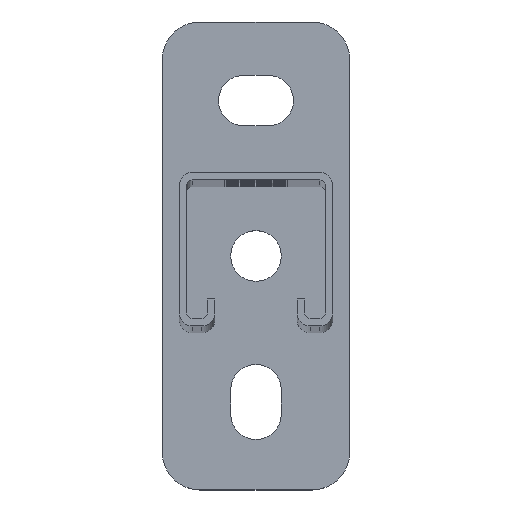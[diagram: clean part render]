
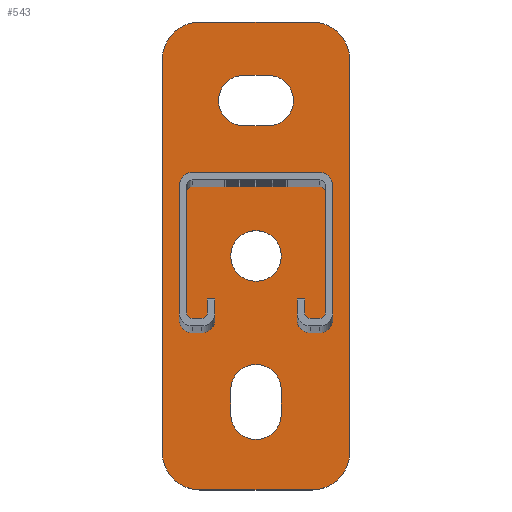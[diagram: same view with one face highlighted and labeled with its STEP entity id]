
A CAD part, top view. The second image highlights one B-rep face of the part: STEP entity #543.
In plain terms, the highlighted planar face has unit normal (0, 0, 1).
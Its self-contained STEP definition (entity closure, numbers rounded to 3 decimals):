
#543=ADVANCED_FACE('',(#1108,#1109,#1110,#1111),#1112,.T.);
#1108=FACE_BOUND('',#1656,.T.);
#1109=FACE_BOUND('',#1657,.T.);
#1110=FACE_BOUND('',#1658,.T.);
#1111=FACE_OUTER_BOUND('',#1659,.T.);
#1112=PLANE('',#1660);
#1656=EDGE_LOOP('',(#3181,#3182));
#1657=EDGE_LOOP('',(#3183,#3184,#3185,#3186,#3187,#3188));
#1658=EDGE_LOOP('',(#3189,#3190,#3191,#3192,#3193,#3194));
#1659=EDGE_LOOP('',(#3195,#3196,#3197,#3198,#3199,#3200,#3201,#3202));
#1660=AXIS2_PLACEMENT_3D('',#3203,#3204,#3205);
#3181=ORIENTED_EDGE('',*,*,#3790,.T.);
#3182=ORIENTED_EDGE('',*,*,#3785,.T.);
#3183=ORIENTED_EDGE('',*,*,#3775,.T.);
#3184=ORIENTED_EDGE('',*,*,#3798,.T.);
#3185=ORIENTED_EDGE('',*,*,#3800,.T.);
#3186=ORIENTED_EDGE('',*,*,#3780,.T.);
#3187=ORIENTED_EDGE('',*,*,#3794,.T.);
#3188=ORIENTED_EDGE('',*,*,#3803,.T.);
#3189=ORIENTED_EDGE('',*,*,#3765,.T.);
#3190=ORIENTED_EDGE('',*,*,#3812,.T.);
#3191=ORIENTED_EDGE('',*,*,#3814,.T.);
#3192=ORIENTED_EDGE('',*,*,#3770,.T.);
#3193=ORIENTED_EDGE('',*,*,#3808,.T.);
#3194=ORIENTED_EDGE('',*,*,#3817,.T.);
#3195=ORIENTED_EDGE('',*,*,#3821,.T.);
#3196=ORIENTED_EDGE('',*,*,#3846,.T.);
#3197=ORIENTED_EDGE('',*,*,#3843,.T.);
#3198=ORIENTED_EDGE('',*,*,#3840,.T.);
#3199=ORIENTED_EDGE('',*,*,#3837,.T.);
#3200=ORIENTED_EDGE('',*,*,#3847,.T.);
#3201=ORIENTED_EDGE('',*,*,#3848,.T.);
#3202=ORIENTED_EDGE('',*,*,#3833,.T.);
#3203=CARTESIAN_POINT('',(0.0,0.0,8.0));
#3204=DIRECTION('',(0.0,0.0,1.0));
#3205=DIRECTION('',(1.0,0.0,0.0));
#3765=EDGE_CURVE('',#4653,#4650,#4654,.T.);
#3770=EDGE_CURVE('',#4662,#4659,#4663,.T.);
#3775=EDGE_CURVE('',#4671,#4668,#4672,.T.);
#3780=EDGE_CURVE('',#4680,#4677,#4681,.T.);
#3785=EDGE_CURVE('',#4689,#4686,#4690,.T.);
#3790=EDGE_CURVE('',#4686,#4689,#4696,.T.);
#3794=EDGE_CURVE('',#4677,#4700,#4702,.T.);
#3798=EDGE_CURVE('',#4668,#4706,#4708,.T.);
#3800=EDGE_CURVE('',#4706,#4680,#4710,.T.);
#3803=EDGE_CURVE('',#4700,#4671,#4713,.T.);
#3808=EDGE_CURVE('',#4659,#4718,#4720,.T.);
#3812=EDGE_CURVE('',#4650,#4724,#4726,.T.);
#3814=EDGE_CURVE('',#4724,#4662,#4728,.T.);
#3817=EDGE_CURVE('',#4718,#4653,#4731,.T.);
#3821=EDGE_CURVE('',#4737,#4734,#4738,.T.);
#3833=EDGE_CURVE('',#4757,#4737,#4758,.T.);
#3837=EDGE_CURVE('',#4763,#4761,#4764,.T.);
#3840=EDGE_CURVE('',#4767,#4763,#4768,.T.);
#3843=EDGE_CURVE('',#4771,#4767,#4772,.T.);
#3846=EDGE_CURVE('',#4734,#4771,#4775,.T.);
#3847=EDGE_CURVE('',#4761,#4776,#4777,.T.);
#3848=EDGE_CURVE('',#4776,#4757,#4778,.T.);
#4650=VERTEX_POINT('',#5796);
#4653=VERTEX_POINT('',#5800);
#4654=CIRCLE('',#5801,6.75);
#4659=VERTEX_POINT('',#5807);
#4662=VERTEX_POINT('',#5811);
#4663=CIRCLE('',#5812,6.75);
#4668=VERTEX_POINT('',#5818);
#4671=VERTEX_POINT('',#5822);
#4672=CIRCLE('',#5823,6.75);
#4677=VERTEX_POINT('',#5829);
#4680=VERTEX_POINT('',#5833);
#4681=CIRCLE('',#5834,6.75);
#4686=VERTEX_POINT('',#5840);
#4689=VERTEX_POINT('',#5844);
#4690=CIRCLE('',#5845,6.75);
#4696=CIRCLE('',#5852,6.75);
#4700=VERTEX_POINT('',#5856);
#4702=CIRCLE('',#5859,6.75);
#4706=VERTEX_POINT('',#5863);
#4708=CIRCLE('',#5866,6.75);
#4710=LINE('',#5868,#5869);
#4713=LINE('',#5873,#5874);
#4718=VERTEX_POINT('',#5880);
#4720=CIRCLE('',#5883,6.75);
#4724=VERTEX_POINT('',#5887);
#4726=CIRCLE('',#5890,6.75);
#4728=LINE('',#5892,#5893);
#4731=LINE('',#5897,#5898);
#4734=VERTEX_POINT('',#5902);
#4737=VERTEX_POINT('',#5906);
#4738=CIRCLE('',#5907,10.0);
#4757=VERTEX_POINT('',#5931);
#4758=LINE('',#5932,#5933);
#4761=VERTEX_POINT('',#5937);
#4763=VERTEX_POINT('',#5940);
#4764=CIRCLE('',#5941,10.0);
#4767=VERTEX_POINT('',#5945);
#4768=LINE('',#5946,#5947);
#4771=VERTEX_POINT('',#5951);
#4772=CIRCLE('',#5952,10.0);
#4775=LINE('',#5956,#5957);
#4776=VERTEX_POINT('',#5958);
#4777=LINE('',#5959,#5960);
#4778=CIRCLE('',#5961,10.0);
#5796=CARTESIAN_POINT('',(10.0,41.5,8.0));
#5800=CARTESIAN_POINT('',(3.25,48.25,8.0));
#5801=AXIS2_PLACEMENT_3D('',#6725,#6726,#6727);
#5807=CARTESIAN_POINT('',(-10.0,41.5,8.0));
#5811=CARTESIAN_POINT('',(-3.25,34.75,8.0));
#5812=AXIS2_PLACEMENT_3D('',#6733,#6734,#6735);
#5818=CARTESIAN_POINT('',(0.,-29.0,8.0));
#5822=CARTESIAN_POINT('',(-6.75,-35.75,8.0));
#5823=AXIS2_PLACEMENT_3D('',#6741,#6742,#6743);
#5829=CARTESIAN_POINT('',(0.,-49.0,8.0));
#5833=CARTESIAN_POINT('',(6.75,-42.25,8.0));
#5834=AXIS2_PLACEMENT_3D('',#6749,#6750,#6751);
#5840=CARTESIAN_POINT('',(6.75,0.0,8.0));
#5844=CARTESIAN_POINT('',(-6.75,0.,8.0));
#5845=AXIS2_PLACEMENT_3D('',#6757,#6758,#6759);
#5852=AXIS2_PLACEMENT_3D('',#6767,#6768,#6769);
#5856=CARTESIAN_POINT('',(-6.75,-42.25,8.0));
#5859=AXIS2_PLACEMENT_3D('',#6774,#6775,#6776);
#5863=CARTESIAN_POINT('',(6.75,-35.75,8.0));
#5866=AXIS2_PLACEMENT_3D('',#6781,#6782,#6783);
#5868=CARTESIAN_POINT('',(6.75,-19.5,8.0));
#5869=VECTOR('',#6784,1.0);
#5873=CARTESIAN_POINT('',(-6.75,-19.5,8.0));
#5874=VECTOR('',#6786,1.0);
#5880=CARTESIAN_POINT('',(-3.25,48.25,8.0));
#5883=AXIS2_PLACEMENT_3D('',#6792,#6793,#6794);
#5887=CARTESIAN_POINT('',(3.25,34.75,8.0));
#5890=AXIS2_PLACEMENT_3D('',#6799,#6800,#6801);
#5892=CARTESIAN_POINT('',(0.0,34.75,8.0));
#5893=VECTOR('',#6802,1.0);
#5897=CARTESIAN_POINT('',(0.0,48.25,8.0));
#5898=VECTOR('',#6804,1.0);
#5902=CARTESIAN_POINT('',(15.0,62.5,8.0));
#5906=CARTESIAN_POINT('',(25.0,52.5,8.0));
#5907=AXIS2_PLACEMENT_3D('',#6807,#6808,#6809);
#5931=CARTESIAN_POINT('',(25.0,-52.5,8.0));
#5932=CARTESIAN_POINT('',(25.0,0.0,8.0));
#5933=VECTOR('',#6827,1.0);
#5937=CARTESIAN_POINT('',(-15.0,-62.5,8.0));
#5940=CARTESIAN_POINT('',(-25.0,-52.5,8.0));
#5941=AXIS2_PLACEMENT_3D('',#6830,#6831,#6832);
#5945=CARTESIAN_POINT('',(-25.0,52.5,8.0));
#5946=CARTESIAN_POINT('',(-25.0,0.0,8.0));
#5947=VECTOR('',#6834,1.0);
#5951=CARTESIAN_POINT('',(-15.0,62.5,8.0));
#5952=AXIS2_PLACEMENT_3D('',#6836,#6837,#6838);
#5956=CARTESIAN_POINT('',(0.0,62.5,8.0));
#5957=VECTOR('',#6840,1.0);
#5958=CARTESIAN_POINT('',(15.0,-62.5,8.0));
#5959=CARTESIAN_POINT('',(0.0,-62.5,8.0));
#5960=VECTOR('',#6841,1.0);
#5961=AXIS2_PLACEMENT_3D('',#6842,#6843,#6844);
#6725=CARTESIAN_POINT('',(3.25,41.5,8.0));
#6726=DIRECTION('',(0.0,0.0,-1.0));
#6727=DIRECTION('',(1.0,0.0,0.0));
#6733=CARTESIAN_POINT('',(-3.25,41.5,8.0));
#6734=DIRECTION('',(-0.0,0.0,-1.0));
#6735=DIRECTION('',(-1.0,0.0,0.0));
#6741=CARTESIAN_POINT('',(0.0,-35.75,8.0));
#6742=DIRECTION('',(0.0,0.0,-1.0));
#6743=DIRECTION('',(0.0,1.0,0.0));
#6749=CARTESIAN_POINT('',(0.0,-42.25,8.0));
#6750=DIRECTION('',(-0.0,-0.0,-1.0));
#6751=DIRECTION('',(0.0,-1.0,0.0));
#6757=CARTESIAN_POINT('',(0.0,0.0,8.0));
#6758=DIRECTION('',(0.0,0.0,-1.0));
#6759=DIRECTION('',(1.0,0.0,0.0));
#6767=CARTESIAN_POINT('',(0.0,0.0,8.0));
#6768=DIRECTION('',(0.0,0.0,-1.0));
#6769=DIRECTION('',(1.0,0.0,0.0));
#6774=CARTESIAN_POINT('',(0.0,-42.25,8.0));
#6775=DIRECTION('',(-0.0,-0.0,-1.0));
#6776=DIRECTION('',(0.0,-1.0,0.0));
#6781=CARTESIAN_POINT('',(0.0,-35.75,8.0));
#6782=DIRECTION('',(0.0,0.0,-1.0));
#6783=DIRECTION('',(0.0,1.0,0.0));
#6784=DIRECTION('',(0.0,-1.0,0.0));
#6786=DIRECTION('',(0.0,1.0,0.0));
#6792=CARTESIAN_POINT('',(-3.25,41.5,8.0));
#6793=DIRECTION('',(-0.0,0.0,-1.0));
#6794=DIRECTION('',(-1.0,0.0,0.0));
#6799=CARTESIAN_POINT('',(3.25,41.5,8.0));
#6800=DIRECTION('',(0.0,0.0,-1.0));
#6801=DIRECTION('',(1.0,0.0,0.0));
#6802=DIRECTION('',(-1.0,0.0,0.0));
#6804=DIRECTION('',(1.0,0.0,-0.0));
#6807=CARTESIAN_POINT('',(15.0,52.5,8.0));
#6808=DIRECTION('',(0.0,0.0,1.0));
#6809=DIRECTION('',(0.0,-1.0,0.0));
#6827=DIRECTION('',(0.0,1.0,0.0));
#6830=CARTESIAN_POINT('',(-15.0,-52.5,8.0));
#6831=DIRECTION('',(0.0,-0.0,1.0));
#6832=DIRECTION('',(0.0,1.0,0.0));
#6834=DIRECTION('',(0.0,-1.0,0.0));
#6836=CARTESIAN_POINT('',(-15.0,52.5,8.0));
#6837=DIRECTION('',(0.0,0.0,1.0));
#6838=DIRECTION('',(1.0,0.0,0.0));
#6840=DIRECTION('',(-1.0,0.0,0.0));
#6841=DIRECTION('',(1.0,0.0,0.0));
#6842=CARTESIAN_POINT('',(15.0,-52.5,8.0));
#6843=DIRECTION('',(0.0,0.0,1.0));
#6844=DIRECTION('',(-1.0,0.0,0.0));
